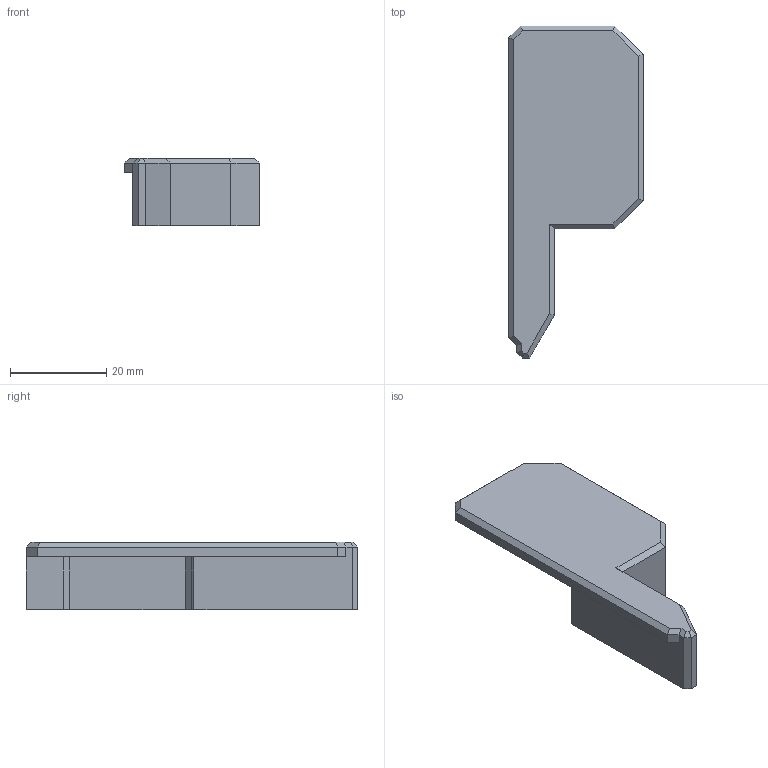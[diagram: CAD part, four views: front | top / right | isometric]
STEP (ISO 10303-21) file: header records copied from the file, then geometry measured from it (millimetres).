
FILE_DESCRIPTION(/* description */ ('KiCad electronic assembly','CAx-IF Rec.Pracs.---Representation and Presentation of Product Manufacturing Information (PMI)---4.0---2014-10-13'),/* implementation_level */ '2;1');
FILE_NAME(/* name */ 'MCU_cover75.step',/* time_stamp */ '2025-02-16T11:39:36+02:00',/* author */ (''),/* organization */ (''),/* preprocessor_version */ 'ST-DEVELOPER v20',/* originating_system */ 'Autodesk Translation Framework v13.20.0.188',/* authorisation */ '');
FILE_SCHEMA (('AP242_MANAGED_MODEL_BASED_3D_ENGINEERING_MIM_LF { 1 0 10303 442 1 1 4 }'));
Length unit declared in the file: millimetre
Products named in the file (2): silakka54 1; silakka54_PCB
Assembly tree (1 placements, depth 2):
  silakka54 1
    silakka54_PCB
Bounding box: 27.96 x 69.04 x 14 mm (x, y, z)
Volume: 10831.9 mm3; surface area: 5454.1 mm2
Topology: 1 solids, 1 shells, 42 faces, 98 edges, 61 vertices
Faces by surface type: plane 39, cylinder 3
Full cylindrical faces by diameter (mm): 3.1 x3
Entity records: 1231 total; most frequent: CARTESIAN_POINT 204, ORIENTED_EDGE 196, DIRECTION 194, EDGE_CURVE 98, LINE 92, VECTOR 92, VERTEX_POINT 61, AXIS2_PLACEMENT_3D 51
